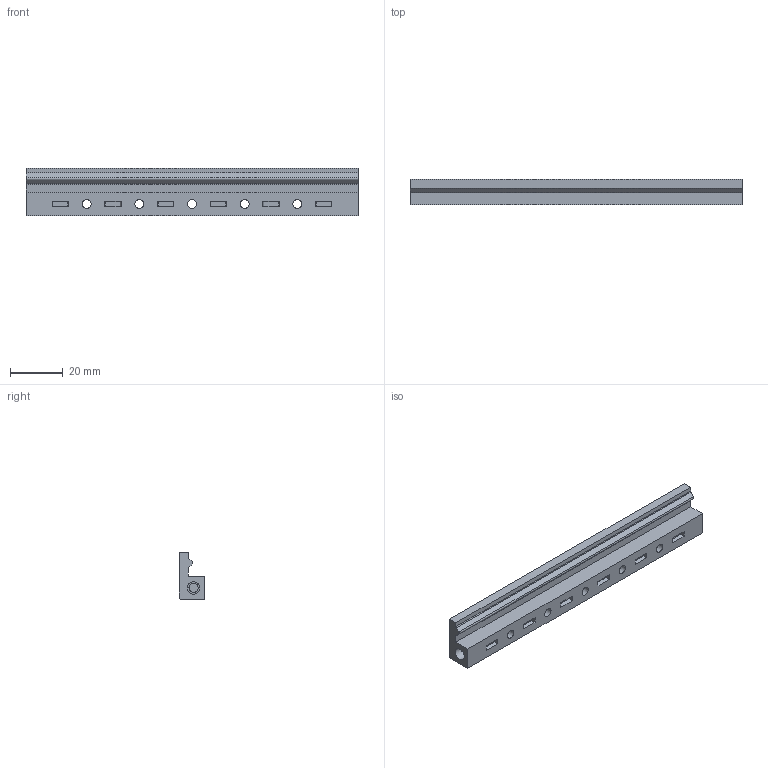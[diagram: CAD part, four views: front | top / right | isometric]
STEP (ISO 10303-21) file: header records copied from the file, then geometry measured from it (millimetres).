
FILE_DESCRIPTION(/* description */ ('STEP AP242','CAx-IF Rec.Pracs.---Representation and Presentation of Product Manufacturing Information (PMI)---4.0---2014-10-13','CAx-IF Rec.Pracs.---3D Tessellated Geometry---0.4---2014-09-14','2;1'),/* implementation_level */ '2;1');
FILE_NAME(/* name */ '64a0074894a63c526fd54875',/* time_stamp */ '2023-07-01T11:00:25Z',/* author */ (''),/* organization */ (''),/* preprocessor_version */ 'ST-DEVELOPER v19.4',/* originating_system */ ' ',/* authorisation */ ' ');
FILE_SCHEMA (('AP242_MANAGED_MODEL_BASED_3D_ENGINEERING_MIM_LF { 1 0 10303 442 1 1 4 }'));
Length unit declared in the file: metre
Products named in the file (1): Base_part1
Bounding box: 126 x 9.8 x 18 mm (x, y, z)
Volume: 14326.9 mm3; surface area: 8343.6 mm2
Topology: 1 solids, 1 shells, 133 faces, 355 edges, 239 vertices
Faces by surface type: plane 120, cylinder 13
Full cylindrical faces by diameter (mm): 3.4 x5, 3.5 x2, 4.7 x2
Entity records: 4025 total; most frequent: CARTESIAN_POINT 705, ORIENTED_EDGE 678, DIRECTION 633, EDGE_CURVE 339, LINE 313, VECTOR 313, VERTEX_POINT 232, EDGE_LOOP 167
